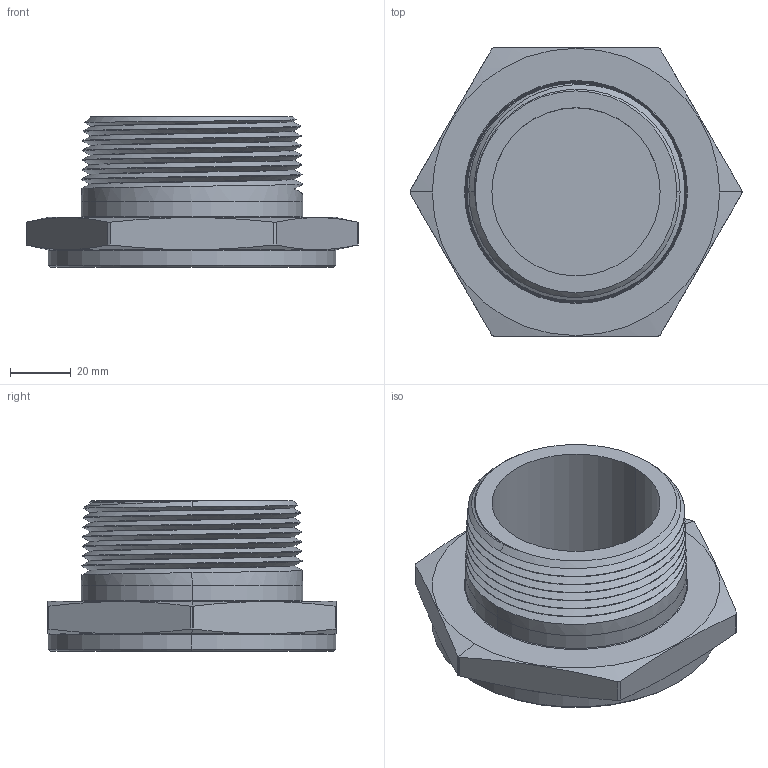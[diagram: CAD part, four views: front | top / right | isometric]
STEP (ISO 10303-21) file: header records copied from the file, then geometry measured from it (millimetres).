
FILE_DESCRIPTION (( 'STEP AP214' ), '1' );
FILE_NAME ('403009.step', '2013-08-19T22:24:08', ( '' ), ( '' ), 'SwSTEP 2.0', 'SolidWorks 2012', '' );
FILE_SCHEMA (( 'AUTOMOTIVE_DESIGN' ));
Length unit declared in the file: inch
Products named in the file (1): 403009
Bounding box: 109.48 x 95.25 x 49.78 mm (x, y, z)
Volume: 156867.3 mm3; surface area: 42037.2 mm2
Topology: 2 solids, 2 shells, 60 faces, 149 edges, 94 vertices
Faces by surface type: cone 24, cylinder 15, plane 14, torus 4, bspline 3
Entity records: 7846 total; most frequent: CARTESIAN_POINT 6386, ORIENTED_EDGE 298, DIRECTION 260, EDGE_CURVE 149, AXIS2_PLACEMENT_3D 105, VERTEX_POINT 94, EDGE_LOOP 63, FACE_OUTER_BOUND 60
